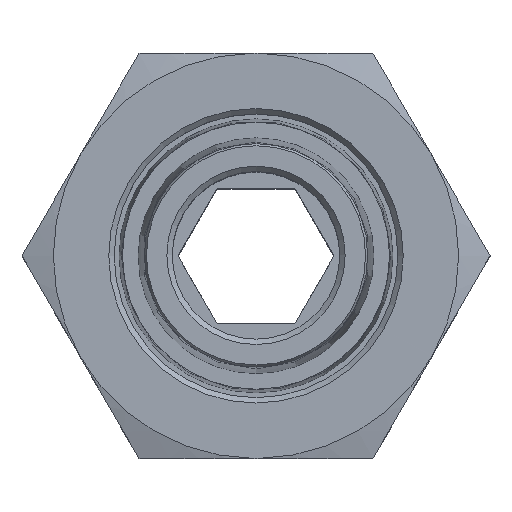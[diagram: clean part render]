
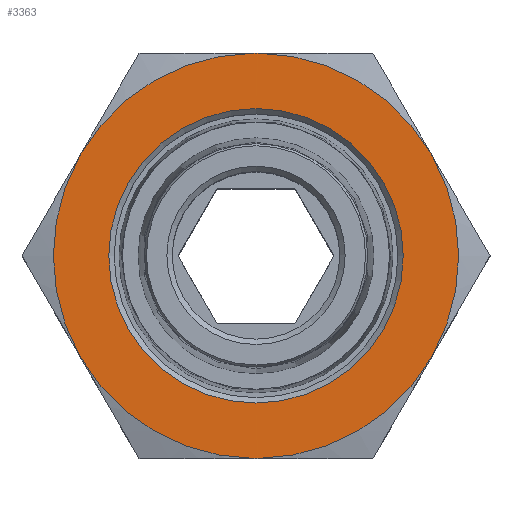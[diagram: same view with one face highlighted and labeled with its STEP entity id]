
A CAD part, top view. The second image highlights one B-rep face of the part: STEP entity #3363.
In plain terms, the highlighted planar face has unit normal (0, 0, 1).
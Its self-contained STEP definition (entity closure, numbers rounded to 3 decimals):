
#1998=ORIENTED_EDGE('',*,*,#2423,.T.);
#1999=ORIENTED_EDGE('',*,*,#2416,.T.);
#2000=ORIENTED_EDGE('',*,*,#2421,.T.);
#2001=ORIENTED_EDGE('',*,*,#2424,.T.);
#2002=ORIENTED_EDGE('',*,*,#2425,.T.);
#2003=ORIENTED_EDGE('',*,*,#2426,.T.);
#2004=ORIENTED_EDGE('',*,*,#2427,.T.);
#2005=ORIENTED_EDGE('',*,*,#2428,.T.);
#2006=ORIENTED_EDGE('',*,*,#2429,.T.);
#2007=ORIENTED_EDGE('',*,*,#2430,.T.);
#2008=ORIENTED_EDGE('',*,*,#2431,.T.);
#2009=ORIENTED_EDGE('',*,*,#2432,.T.);
#2010=ORIENTED_EDGE('',*,*,#2433,.T.);
#2011=ORIENTED_EDGE('',*,*,#2434,.F.);
#2153=CIRCLE('',#3225,7.5);
#2154=CIRCLE('',#3229,7.5);
#2155=CIRCLE('',#3232,7.5);
#2156=CIRCLE('',#3233,7.5);
#2157=CIRCLE('',#3234,7.5);
#2158=CIRCLE('',#3235,7.5);
#2159=CIRCLE('',#3236,7.5);
#2160=CIRCLE('',#3237,7.5);
#2161=CIRCLE('',#3238,7.5);
#2162=CIRCLE('',#3239,7.5);
#2163=CIRCLE('',#3240,7.5);
#2164=CIRCLE('',#3241,7.5);
#2165=CIRCLE('',#3242,7.5);
#2166=CIRCLE('',#3243,5.45);
#2273=VERTEX_POINT('',#3644);
#2274=VERTEX_POINT('',#3646);
#2277=VERTEX_POINT('',#3655);
#2278=VERTEX_POINT('',#3659);
#2279=VERTEX_POINT('',#3661);
#2280=VERTEX_POINT('',#3663);
#2281=VERTEX_POINT('',#3665);
#2282=VERTEX_POINT('',#3667);
#2283=VERTEX_POINT('',#3669);
#2284=VERTEX_POINT('',#3671);
#2285=VERTEX_POINT('',#3673);
#2286=VERTEX_POINT('',#3675);
#2287=VERTEX_POINT('',#3677);
#2288=VERTEX_POINT('',#3680);
#2416=EDGE_CURVE('',#2274,#2273,#2153,.T.);
#2421=EDGE_CURVE('',#2273,#2277,#2154,.T.);
#2423=EDGE_CURVE('',#2278,#2274,#2155,.T.);
#2424=EDGE_CURVE('',#2277,#2279,#2156,.T.);
#2425=EDGE_CURVE('',#2279,#2280,#2157,.T.);
#2426=EDGE_CURVE('',#2280,#2281,#2158,.T.);
#2427=EDGE_CURVE('',#2281,#2282,#2159,.T.);
#2428=EDGE_CURVE('',#2282,#2283,#2160,.T.);
#2429=EDGE_CURVE('',#2283,#2284,#2161,.T.);
#2430=EDGE_CURVE('',#2284,#2285,#2162,.T.);
#2431=EDGE_CURVE('',#2285,#2286,#2163,.T.);
#2432=EDGE_CURVE('',#2286,#2287,#2164,.T.);
#2433=EDGE_CURVE('',#2287,#2278,#2165,.T.);
#2434=EDGE_CURVE('',#2288,#2288,#2166,.T.);
#2532=EDGE_LOOP('',(#1998,#1999,#2000,#2001,#2002,#2003,#2004,#2005,#2006,
#2007,#2008,#2009,#2010));
#2533=EDGE_LOOP('',(#2011));
#2632=FACE_BOUND('',#2532,.T.);
#2633=FACE_BOUND('',#2533,.T.);
#2953=DIRECTION('',(0.,0.,1.));
#2954=DIRECTION('',(7.5,0.,0.));
#2963=DIRECTION('',(0.,0.,1.));
#2964=DIRECTION('',(7.5,0.,0.));
#2967=DIRECTION('',(0.,0.,1.));
#2968=DIRECTION('',(0.,-1.,0.));
#2969=DIRECTION('',(0.,0.,1.));
#2970=DIRECTION('',(7.5,0.,0.));
#2971=DIRECTION('',(0.,0.,1.));
#2972=DIRECTION('',(7.5,0.,0.));
#2973=DIRECTION('',(0.,0.,1.));
#2974=DIRECTION('',(7.5,0.,0.));
#2975=DIRECTION('',(0.,0.,1.));
#2976=DIRECTION('',(7.5,0.,0.));
#2977=DIRECTION('',(0.,0.,1.));
#2978=DIRECTION('',(7.5,0.,0.));
#2979=DIRECTION('',(0.,0.,1.));
#2980=DIRECTION('',(7.5,0.,0.));
#2981=DIRECTION('',(0.,0.,1.));
#2982=DIRECTION('',(7.5,0.,0.));
#2983=DIRECTION('',(0.,0.,1.));
#2984=DIRECTION('',(7.5,0.,0.));
#2985=DIRECTION('',(0.,0.,1.));
#2986=DIRECTION('',(7.5,0.,0.));
#2987=DIRECTION('',(0.,0.,1.));
#2988=DIRECTION('',(7.5,0.,0.));
#2989=DIRECTION('',(0.,0.,1.));
#2990=DIRECTION('',(7.5,0.,0.));
#2991=DIRECTION('',(0.,0.,1.));
#2992=DIRECTION('',(-5.45,0.,0.));
#3225=AXIS2_PLACEMENT_3D('',#3647,#2953,#2954);
#3229=AXIS2_PLACEMENT_3D('',#3656,#2963,#2964);
#3231=AXIS2_PLACEMENT_3D('',#3658,#2967,#2968);
#3232=AXIS2_PLACEMENT_3D('',#3660,#2969,#2970);
#3233=AXIS2_PLACEMENT_3D('',#3662,#2971,#2972);
#3234=AXIS2_PLACEMENT_3D('',#3664,#2973,#2974);
#3235=AXIS2_PLACEMENT_3D('',#3666,#2975,#2976);
#3236=AXIS2_PLACEMENT_3D('',#3668,#2977,#2978);
#3237=AXIS2_PLACEMENT_3D('',#3670,#2979,#2980);
#3238=AXIS2_PLACEMENT_3D('',#3672,#2981,#2982);
#3239=AXIS2_PLACEMENT_3D('',#3674,#2983,#2984);
#3240=AXIS2_PLACEMENT_3D('',#3676,#2985,#2986);
#3241=AXIS2_PLACEMENT_3D('',#3678,#2987,#2988);
#3242=AXIS2_PLACEMENT_3D('',#3679,#2989,#2990);
#3243=AXIS2_PLACEMENT_3D('',#3681,#2991,#2992);
#3313=PLANE('',#3231);
#3363=ADVANCED_FACE('',(#2632,#2633),#3313,.T.);
#3644=CARTESIAN_POINT('',(39.271,3.778,49.927));
#3646=CARTESIAN_POINT('',(39.319,3.696,49.927));
#3647=CARTESIAN_POINT('',(32.792,0.,49.927));
#3655=CARTESIAN_POINT('',(32.875,7.5,49.927));
#3656=CARTESIAN_POINT('',(32.792,0.,49.927));
#3658=CARTESIAN_POINT('',(40.292,0.,49.927));
#3659=CARTESIAN_POINT('',(40.292,0.,49.927));
#3660=CARTESIAN_POINT('',(32.792,0.,49.927));
#3661=CARTESIAN_POINT('',(32.709,7.5,49.927));
#3662=CARTESIAN_POINT('',(32.792,0.,49.927));
#3663=CARTESIAN_POINT('',(26.313,3.778,49.927));
#3664=CARTESIAN_POINT('',(32.792,0.,49.927));
#3665=CARTESIAN_POINT('',(26.265,3.696,49.927));
#3666=CARTESIAN_POINT('',(32.792,0.,49.927));
#3667=CARTESIAN_POINT('',(26.265,-3.696,49.927));
#3668=CARTESIAN_POINT('',(32.792,0.,49.927));
#3669=CARTESIAN_POINT('',(26.313,-3.778,49.927));
#3670=CARTESIAN_POINT('',(32.792,0.,49.927));
#3671=CARTESIAN_POINT('',(32.709,-7.5,49.927));
#3672=CARTESIAN_POINT('',(32.792,0.,49.927));
#3673=CARTESIAN_POINT('',(32.875,-7.5,49.927));
#3674=CARTESIAN_POINT('',(32.792,0.,49.927));
#3675=CARTESIAN_POINT('',(39.271,-3.778,49.927));
#3676=CARTESIAN_POINT('',(32.792,0.,49.927));
#3677=CARTESIAN_POINT('',(39.319,-3.696,49.927));
#3678=CARTESIAN_POINT('',(32.792,0.,49.927));
#3679=CARTESIAN_POINT('',(32.792,0.,49.927));
#3680=CARTESIAN_POINT('',(27.342,0.,49.927));
#3681=CARTESIAN_POINT('',(32.792,0.,49.927));
